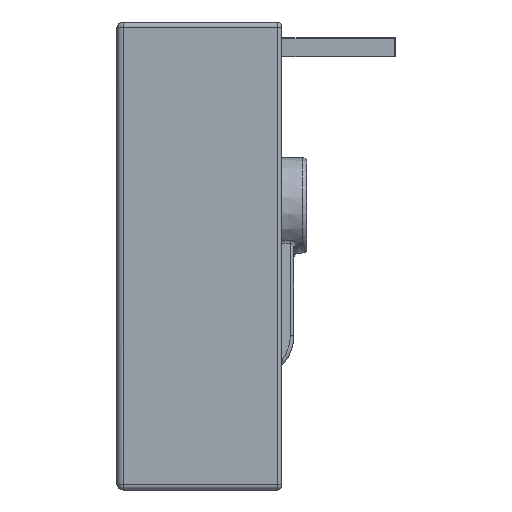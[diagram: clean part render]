
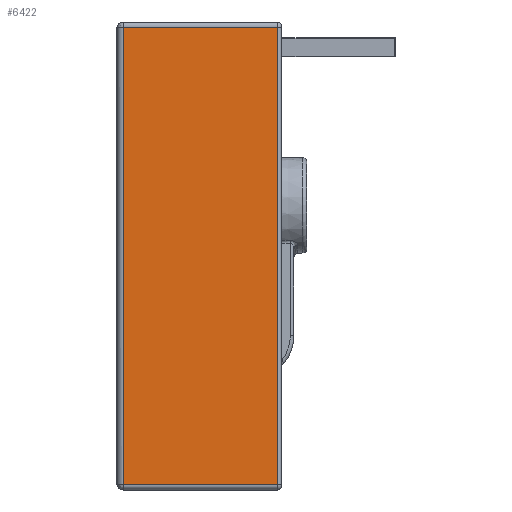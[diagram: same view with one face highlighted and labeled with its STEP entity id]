
A CAD part, left-side view. The second image highlights one B-rep face of the part: STEP entity #6422.
In plain terms, the highlighted planar face has unit normal (-1, 0, 0).
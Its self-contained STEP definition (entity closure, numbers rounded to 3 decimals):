
#325 = DIRECTION ( 'NONE',  ( 0., 0., -1. ) ) ;
#477 = CARTESIAN_POINT ( 'NONE',  ( -250., 125., 181. ) ) ;
#650 = ORIENTED_EDGE ( 'NONE', *, *, #8910, .T. ) ;
#654 = CARTESIAN_POINT ( 'NONE',  ( -250., 3., -181. ) ) ;
#1519 = VECTOR ( 'NONE', #7000, 1000. ) ;
#1631 = DIRECTION ( 'NONE',  ( 0., 1., 0. ) ) ;
#1791 = AXIS2_PLACEMENT_3D ( 'NONE', #3782, #4616, #9838 ) ;
#2085 = EDGE_CURVE ( 'NONE', #3884, #5648, #8522, .T. ) ;
#2693 = EDGE_CURVE ( 'NONE', #6480, #3884, #7933, .T. ) ;
#2722 = EDGE_CURVE ( 'NONE', #5648, #8756, #10423, .T. ) ;
#2735 = ORIENTED_EDGE ( 'NONE', *, *, #2085, .T. ) ;
#2799 = CARTESIAN_POINT ( 'NONE',  ( -250., 3., 181. ) ) ;
#3782 = CARTESIAN_POINT ( 'NONE',  ( -250., 130., 185. ) ) ;
#3884 = VERTEX_POINT ( 'NONE', #5208 ) ;
#4418 = ORIENTED_EDGE ( 'NONE', *, *, #2722, .T. ) ;
#4616 = DIRECTION ( 'NONE',  ( 1., 0., 0. ) ) ;
#4995 = LINE ( 'NONE', #10842, #8524 ) ;
#5208 = CARTESIAN_POINT ( 'NONE',  ( -250., 125., -181. ) ) ;
#5217 = VECTOR ( 'NONE', #325, 1000. ) ;
#5224 = CARTESIAN_POINT ( 'NONE',  ( -250., 130., -181. ) ) ;
#5294 = CARTESIAN_POINT ( 'NONE',  ( -250., 3., 181. ) ) ;
#5648 = VERTEX_POINT ( 'NONE', #654 ) ;
#6255 = VECTOR ( 'NONE', #8690, 1000. ) ;
#6378 = ORIENTED_EDGE ( 'NONE', *, *, #2693, .T. ) ;
#6422 = ADVANCED_FACE ( 'NONE', ( #8583 ), #8185, .F. ) ;
#6480 = VERTEX_POINT ( 'NONE', #477 ) ;
#7000 = DIRECTION ( 'NONE',  ( 0., 0., 1. ) ) ;
#7212 = EDGE_LOOP ( 'NONE', ( #2735, #4418, #650, #6378 ) ) ;
#7933 = LINE ( 'NONE', #8706, #5217 ) ;
#8185 = PLANE ( 'NONE',  #1791 ) ;
#8522 = LINE ( 'NONE', #5224, #6255 ) ;
#8524 = VECTOR ( 'NONE', #1631, 1000. ) ;
#8583 = FACE_OUTER_BOUND ( 'NONE', #7212, .T. ) ;
#8690 = DIRECTION ( 'NONE',  ( 0., -1., 0. ) ) ;
#8706 = CARTESIAN_POINT ( 'NONE',  ( -250., 125., 185. ) ) ;
#8756 = VERTEX_POINT ( 'NONE', #2799 ) ;
#8910 = EDGE_CURVE ( 'NONE', #8756, #6480, #4995, .T. ) ;
#9838 = DIRECTION ( 'NONE',  ( 0., 0., -1. ) ) ;
#10423 = LINE ( 'NONE', #5294, #1519 ) ;
#10842 = CARTESIAN_POINT ( 'NONE',  ( -250., 130., 181. ) ) ;
